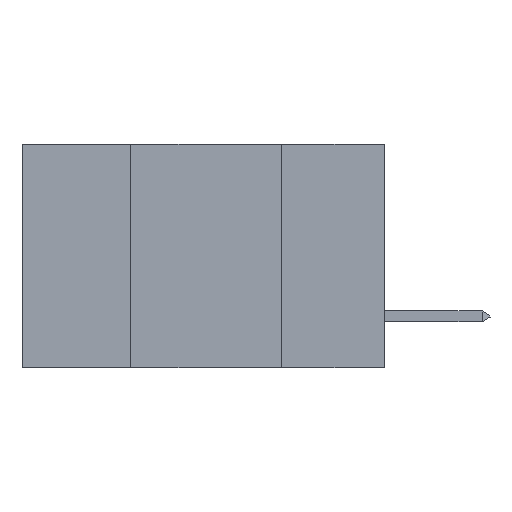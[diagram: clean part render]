
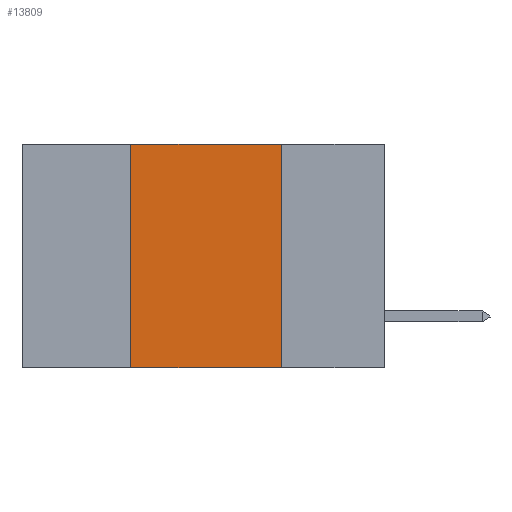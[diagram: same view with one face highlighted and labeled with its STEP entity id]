
A CAD part, left-side view. The second image highlights one B-rep face of the part: STEP entity #13809.
In plain terms, the highlighted planar face has unit normal (-1, 0, 0).
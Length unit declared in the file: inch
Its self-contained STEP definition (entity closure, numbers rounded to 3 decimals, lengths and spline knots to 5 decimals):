
#1177 = DIRECTION ( 'NONE',  ( 0., 0., -1. ) ) ;
#1361 = LINE ( 'NONE', #3731, #5607 ) ;
#2387 = EDGE_CURVE ( 'NONE', #5401, #8666, #13470, .T. ) ;
#3228 = CARTESIAN_POINT ( 'NONE',  ( 0., 0.42, 0. ) ) ;
#3391 = CARTESIAN_POINT ( 'NONE',  ( 0., 0.6, 0. ) ) ;
#3632 = FACE_OUTER_BOUND ( 'NONE', #11343, .T. ) ;
#3731 = CARTESIAN_POINT ( 'NONE',  ( 0., 0.6, -0.37 ) ) ;
#4593 = AXIS2_PLACEMENT_3D ( 'NONE', #17617, #9440, #1177 ) ;
#5401 = VERTEX_POINT ( 'NONE', #12754 ) ;
#5607 = VECTOR ( 'NONE', #8949, 39.37008 ) ;
#6239 = EDGE_CURVE ( 'NONE', #9915, #5401, #13621, .T. ) ;
#6506 = VECTOR ( 'NONE', #14014, 39.37008 ) ;
#8666 = VERTEX_POINT ( 'NONE', #14249 ) ;
#8882 = CARTESIAN_POINT ( 'NONE',  ( 0., 0.42, -0.37 ) ) ;
#8949 = DIRECTION ( 'NONE',  ( 0., -1., 0. ) ) ;
#9440 = DIRECTION ( 'NONE',  ( 1., 0., 0. ) ) ;
#9462 = ORIENTED_EDGE ( 'NONE', *, *, #11764, .T. ) ;
#9852 = VECTOR ( 'NONE', #13373, 39.37008 ) ;
#9915 = VERTEX_POINT ( 'NONE', #12203 ) ;
#9929 = LINE ( 'NONE', #3228, #6506 ) ;
#10459 = ORIENTED_EDGE ( 'NONE', *, *, #15801, .F. ) ;
#11343 = EDGE_LOOP ( 'NONE', ( #11561, #13548, #10459, #9462 ) ) ;
#11561 = ORIENTED_EDGE ( 'NONE', *, *, #2387, .F. ) ;
#11616 = VERTEX_POINT ( 'NONE', #8882 ) ;
#11764 = EDGE_CURVE ( 'NONE', #11616, #8666, #1361, .T. ) ;
#12066 = PLANE ( 'NONE',  #4593 ) ;
#12203 = CARTESIAN_POINT ( 'NONE',  ( 0., 0.42, 0. ) ) ;
#12754 = CARTESIAN_POINT ( 'NONE',  ( 0., 0.17, 0. ) ) ;
#13373 = DIRECTION ( 'NONE',  ( 0., 0., -1. ) ) ;
#13396 = VECTOR ( 'NONE', #15770, 39.37008 ) ;
#13470 = LINE ( 'NONE', #16241, #9852 ) ;
#13548 = ORIENTED_EDGE ( 'NONE', *, *, #6239, .F. ) ;
#13621 = LINE ( 'NONE', #3391, #13396 ) ;
#13809 = ADVANCED_FACE ( 'NONE', ( #3632 ), #12066, .F. ) ;
#14014 = DIRECTION ( 'NONE',  ( 0., 0., 1. ) ) ;
#14249 = CARTESIAN_POINT ( 'NONE',  ( 0., 0.17, -0.37 ) ) ;
#15770 = DIRECTION ( 'NONE',  ( 0., -1., 0. ) ) ;
#15801 = EDGE_CURVE ( 'NONE', #11616, #9915, #9929, .T. ) ;
#16241 = CARTESIAN_POINT ( 'NONE',  ( 0., 0.17, 0. ) ) ;
#17617 = CARTESIAN_POINT ( 'NONE',  ( 0., 0.6, 0. ) ) ;
